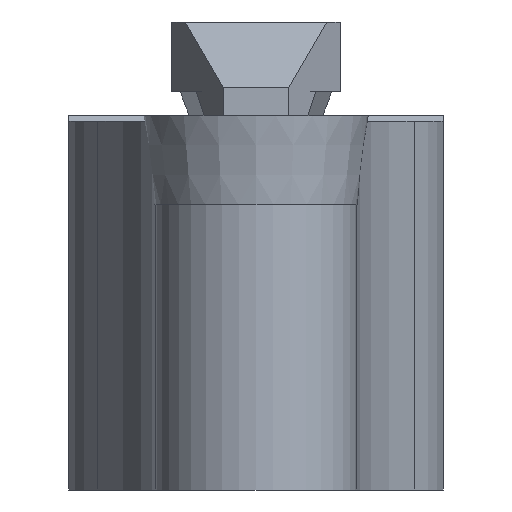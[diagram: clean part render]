
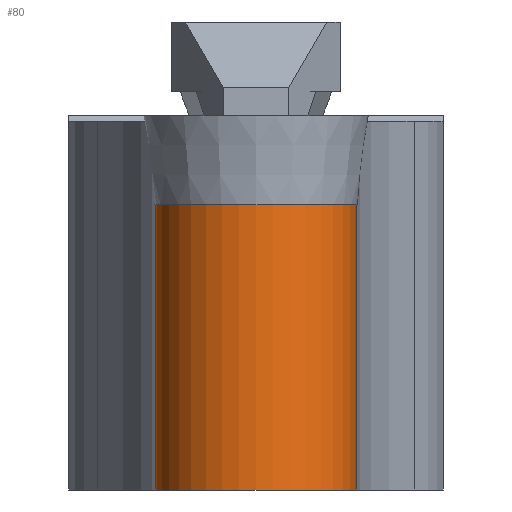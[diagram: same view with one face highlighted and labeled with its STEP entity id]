
A CAD part, left-side view. The second image highlights one B-rep face of the part: STEP entity #80.
In plain terms, the highlighted cylindrical face has radius 5.365 mm (diameter 10.731 mm), a partial arc.
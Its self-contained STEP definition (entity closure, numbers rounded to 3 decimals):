
#52=CYLINDRICAL_SURFACE('',#610,5.366);
#59=CIRCLE('',#608,5.366);
#60=CIRCLE('',#609,5.366);
#80=ADVANCED_FACE('',(#135),#52,.T.);
#135=FACE_OUTER_BOUND('',#165,.T.);
#165=EDGE_LOOP('',(#316,#317,#318,#319));
#199=LINE('',#838,#255);
#203=LINE('',#848,#259);
#255=VECTOR('',#664,1.);
#259=VECTOR('',#672,1.);
#316=ORIENTED_EDGE('',*,*,#530,.F.);
#317=ORIENTED_EDGE('',*,*,#531,.T.);
#318=ORIENTED_EDGE('',*,*,#532,.F.);
#319=ORIENTED_EDGE('',*,*,#526,.F.);
#472=VERTEX_POINT('',#837);
#473=VERTEX_POINT('',#839);
#476=VERTEX_POINT('',#847);
#477=VERTEX_POINT('',#849);
#526=EDGE_CURVE('',#472,#473,#199,.T.);
#530=EDGE_CURVE('',#476,#472,#59,.T.);
#531=EDGE_CURVE('',#476,#477,#203,.T.);
#532=EDGE_CURVE('',#473,#477,#60,.T.);
#608=AXIS2_PLACEMENT_3D('',#846,#670,#671);
#609=AXIS2_PLACEMENT_3D('',#850,#673,#674);
#610=AXIS2_PLACEMENT_3D('',#851,#675,#676);
#664=DIRECTION('',(0.,0.,-1.));
#670=DIRECTION('',(0.,0.,1.));
#671=DIRECTION('',(1.,0.,0.));
#672=DIRECTION('',(0.,0.,-1.));
#673=DIRECTION('',(0.,0.,-1.));
#674=DIRECTION('',(1.,0.,0.));
#675=DIRECTION('',(0.,0.,1.));
#676=DIRECTION('',(1.,0.,0.));
#837=CARTESIAN_POINT('',(6.,-5.366,-4.76));
#838=CARTESIAN_POINT('',(6.,-5.366,-35.));
#839=CARTESIAN_POINT('',(6.,-5.366,-20.));
#846=CARTESIAN_POINT('',(6.,0.,-4.76));
#847=CARTESIAN_POINT('',(6.,5.366,-4.76));
#848=CARTESIAN_POINT('',(6.,5.366,-35.));
#849=CARTESIAN_POINT('',(6.,5.366,-20.));
#850=CARTESIAN_POINT('',(6.,0.,-20.));
#851=CARTESIAN_POINT('',(6.,0.,-35.));
